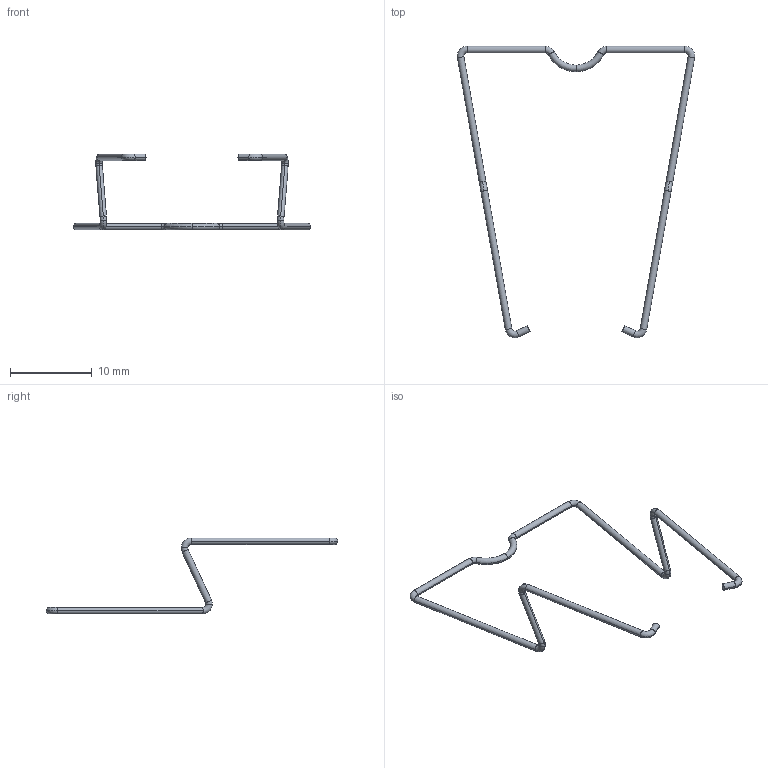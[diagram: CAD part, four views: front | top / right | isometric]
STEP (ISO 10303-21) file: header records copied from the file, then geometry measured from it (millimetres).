
FILE_DESCRIPTION (( 'STEP AP214' ), '1' );
FILE_NAME ('G4-1050.STEP', '2016-06-20T06:40:49', ( '' ), ( '' ), 'SwSTEP 2.0', 'SolidWorks 2016', '' );
FILE_SCHEMA (( 'AUTOMOTIVE_DESIGN' ));
Length unit declared in the file: millimetre
Products named in the file (1): G4-1050
Bounding box: 29 x 35.6 x 9.27 mm (x, y, z)
Volume: 64 mm3; surface area: 321.2 mm2
Topology: 1 solids, 1 shells, 54 faces, 122 edges, 70 vertices
Faces by surface type: torus 32, cylinder 20, plane 2
Entity records: 1570 total; most frequent: DIRECTION 334, CARTESIAN_POINT 247, ORIENTED_EDGE 244, AXIS2_PLACEMENT_3D 157, EDGE_CURVE 122, CIRCLE 102, VERTEX_POINT 70, ADVANCED_FACE 54
